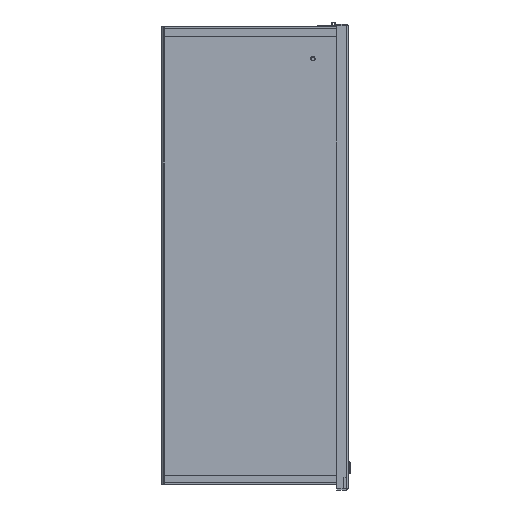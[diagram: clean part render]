
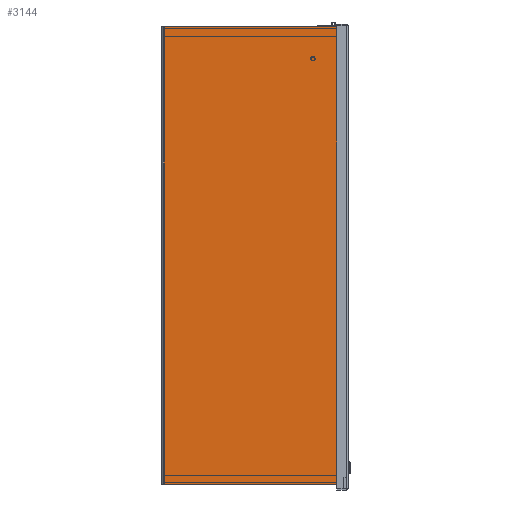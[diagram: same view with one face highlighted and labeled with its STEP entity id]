
A CAD part, front view. The second image highlights one B-rep face of the part: STEP entity #3144.
In plain terms, the highlighted face is planar.
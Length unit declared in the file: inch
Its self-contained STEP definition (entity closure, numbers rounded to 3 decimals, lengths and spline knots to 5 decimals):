
#2122 = LINE ( 'NONE', #27305, #14132 ) ;
#2517 = EDGE_CURVE ( 'NONE', #21412, #21930, #2122, .T. ) ;
#2813 = EDGE_CURVE ( 'NONE', #21412, #13710, #46038, .T. ) ;
#3144 = ADVANCED_FACE ( 'NONE', ( #5380 ), #32584, .T. ) ;
#3644 = LINE ( 'NONE', #17647, #40727 ) ;
#5380 = FACE_OUTER_BOUND ( 'NONE', #7191, .T. ) ;
#5853 = ORIENTED_EDGE ( 'NONE', *, *, #17474, .T. ) ;
#7191 = EDGE_LOOP ( 'NONE', ( #23186, #44335, #5853, #10047 ) ) ;
#10047 = ORIENTED_EDGE ( 'NONE', *, *, #2813, .F. ) ;
#10665 = CARTESIAN_POINT ( 'NONE',  ( -15., -0.0855, -21. ) ) ;
#11309 = VECTOR ( 'NONE', #39274, 39.37008 ) ;
#13710 = VERTEX_POINT ( 'NONE', #34076 ) ;
#14132 = VECTOR ( 'NONE', #45772, 39.37008 ) ;
#14345 = DIRECTION ( 'NONE',  ( 0., 0., -1. ) ) ;
#15278 = VERTEX_POINT ( 'NONE', #31054 ) ;
#15854 = AXIS2_PLACEMENT_3D ( 'NONE', #10665, #14345, #43520 ) ;
#17104 = CARTESIAN_POINT ( 'NONE',  ( -15., -0.143, -21. ) ) ;
#17474 = EDGE_CURVE ( 'NONE', #15278, #13710, #35335, .T. ) ;
#17647 = CARTESIAN_POINT ( 'NONE',  ( -15., -0.143, -21. ) ) ;
#21412 = VERTEX_POINT ( 'NONE', #43643 ) ;
#21930 = VERTEX_POINT ( 'NONE', #17104 ) ;
#22839 = EDGE_CURVE ( 'NONE', #21930, #15278, #3644, .T. ) ;
#23186 = ORIENTED_EDGE ( 'NONE', *, *, #2517, .T. ) ;
#23228 = CARTESIAN_POINT ( 'NONE',  ( 15., -11.857, -21. ) ) ;
#27305 = CARTESIAN_POINT ( 'NONE',  ( -15., -0.095, -21. ) ) ;
#31054 = CARTESIAN_POINT ( 'NONE',  ( 15., -0.143, -21. ) ) ;
#32584 = PLANE ( 'NONE',  #15854 ) ;
#34076 = CARTESIAN_POINT ( 'NONE',  ( 15., -11.857, -21. ) ) ;
#35335 = LINE ( 'NONE', #39726, #11309 ) ;
#36373 = VECTOR ( 'NONE', #37765, 39.37008 ) ;
#37765 = DIRECTION ( 'NONE',  ( 1., 0., 0. ) ) ;
#39274 = DIRECTION ( 'NONE',  ( 0., -1., 0. ) ) ;
#39726 = CARTESIAN_POINT ( 'NONE',  ( 15., -0.095, -21. ) ) ;
#40727 = VECTOR ( 'NONE', #46863, 39.37008 ) ;
#43520 = DIRECTION ( 'NONE',  ( 0., 1., 0. ) ) ;
#43643 = CARTESIAN_POINT ( 'NONE',  ( -15., -11.857, -21. ) ) ;
#44335 = ORIENTED_EDGE ( 'NONE', *, *, #22839, .T. ) ;
#45772 = DIRECTION ( 'NONE',  ( 0., 1., 0. ) ) ;
#46038 = LINE ( 'NONE', #23228, #36373 ) ;
#46863 = DIRECTION ( 'NONE',  ( 1., 0., 0. ) ) ;
